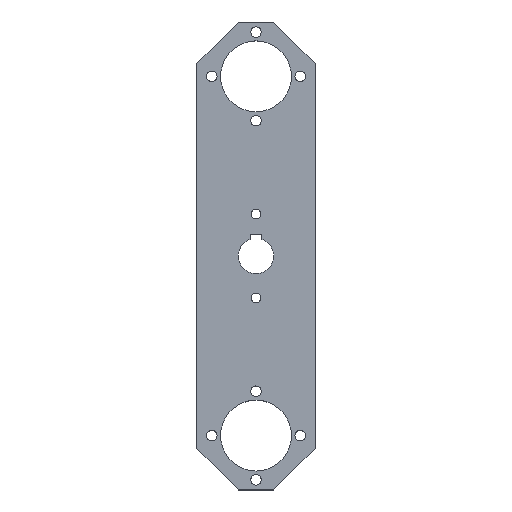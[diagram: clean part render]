
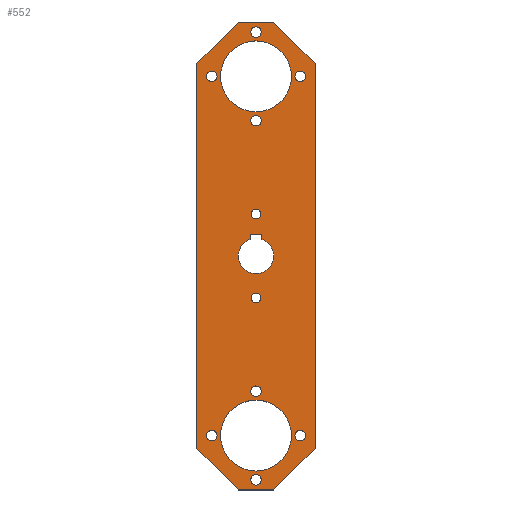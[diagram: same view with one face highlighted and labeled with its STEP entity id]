
A CAD part, top view. The second image highlights one B-rep face of the part: STEP entity #552.
In plain terms, the highlighted planar face has unit normal (0, 0, 1).
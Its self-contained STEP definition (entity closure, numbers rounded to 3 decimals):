
#41=FACE_BOUND('',#145,.T.);
#42=FACE_BOUND('',#146,.T.);
#43=FACE_BOUND('',#147,.T.);
#44=FACE_BOUND('',#148,.T.);
#45=FACE_BOUND('',#149,.T.);
#46=FACE_BOUND('',#150,.T.);
#47=FACE_BOUND('',#151,.T.);
#48=FACE_BOUND('',#152,.T.);
#49=FACE_BOUND('',#153,.T.);
#50=FACE_BOUND('',#154,.T.);
#51=FACE_BOUND('',#155,.T.);
#52=FACE_BOUND('',#156,.T.);
#53=FACE_BOUND('',#157,.T.);
#67=CIRCLE('',#588,4.);
#68=CIRCLE('',#590,4.);
#69=CIRCLE('',#592,4.5);
#70=CIRCLE('',#594,4.5);
#71=CIRCLE('',#596,4.5);
#72=CIRCLE('',#598,4.5);
#73=CIRCLE('',#600,4.5);
#74=CIRCLE('',#602,4.5);
#75=CIRCLE('',#604,4.5);
#76=CIRCLE('',#606,4.5);
#77=CIRCLE('',#608,30.);
#78=CIRCLE('',#610,30.);
#79=CIRCLE('',#612,15.);
#105=FACE_OUTER_BOUND('',#144,.T.);
#144=EDGE_LOOP('',(#490,#491,#492,#493,#494,#495,#496,#497));
#145=EDGE_LOOP('',(#498));
#146=EDGE_LOOP('',(#499));
#147=EDGE_LOOP('',(#500));
#148=EDGE_LOOP('',(#501));
#149=EDGE_LOOP('',(#502));
#150=EDGE_LOOP('',(#503));
#151=EDGE_LOOP('',(#504));
#152=EDGE_LOOP('',(#505));
#153=EDGE_LOOP('',(#506));
#154=EDGE_LOOP('',(#507));
#155=EDGE_LOOP('',(#508,#509,#510,#511));
#156=EDGE_LOOP('',(#512));
#157=EDGE_LOOP('',(#513));
#158=LINE('',#775,#204);
#164=LINE('',#786,#210);
#174=LINE('',#834,#220);
#177=LINE('',#839,#223);
#179=LINE('',#843,#225);
#181=LINE('',#847,#227);
#197=LINE('',#905,#243);
#199=LINE('',#909,#245);
#201=LINE('',#912,#247);
#202=LINE('',#914,#248);
#203=LINE('',#916,#249);
#204=VECTOR('',#623,10.);
#210=VECTOR('',#631,10.);
#220=VECTOR('',#671,10.);
#223=VECTOR('',#676,10.);
#225=VECTOR('',#680,10.);
#227=VECTOR('',#684,10.);
#243=VECTOR('',#754,10.);
#245=VECTOR('',#758,10.);
#247=VECTOR('',#762,10.);
#248=VECTOR('',#765,10.);
#249=VECTOR('',#768,10.);
#250=VERTEX_POINT('',#773);
#251=VERTEX_POINT('',#774);
#255=VERTEX_POINT('',#784);
#277=VERTEX_POINT('',#832);
#278=VERTEX_POINT('',#833);
#279=VERTEX_POINT('',#838);
#280=VERTEX_POINT('',#842);
#281=VERTEX_POINT('',#846);
#282=VERTEX_POINT('',#850);
#283=VERTEX_POINT('',#854);
#284=VERTEX_POINT('',#858);
#285=VERTEX_POINT('',#862);
#286=VERTEX_POINT('',#866);
#287=VERTEX_POINT('',#870);
#288=VERTEX_POINT('',#874);
#289=VERTEX_POINT('',#878);
#290=VERTEX_POINT('',#882);
#291=VERTEX_POINT('',#886);
#292=VERTEX_POINT('',#890);
#293=VERTEX_POINT('',#894);
#294=VERTEX_POINT('',#898);
#295=VERTEX_POINT('',#900);
#296=VERTEX_POINT('',#904);
#297=VERTEX_POINT('',#908);
#298=EDGE_CURVE('',#250,#251,#158,.T.);
#304=EDGE_CURVE('',#250,#255,#164,.T.);
#327=EDGE_CURVE('',#277,#278,#174,.T.);
#330=EDGE_CURVE('',#279,#278,#177,.T.);
#332=EDGE_CURVE('',#279,#280,#179,.T.);
#334=EDGE_CURVE('',#281,#255,#181,.T.);
#336=EDGE_CURVE('',#282,#282,#67,.T.);
#338=EDGE_CURVE('',#283,#283,#68,.T.);
#340=EDGE_CURVE('',#284,#284,#69,.T.);
#342=EDGE_CURVE('',#285,#285,#70,.T.);
#344=EDGE_CURVE('',#286,#286,#71,.T.);
#346=EDGE_CURVE('',#287,#287,#72,.T.);
#348=EDGE_CURVE('',#288,#288,#73,.T.);
#350=EDGE_CURVE('',#289,#289,#74,.T.);
#352=EDGE_CURVE('',#290,#290,#75,.T.);
#354=EDGE_CURVE('',#291,#291,#76,.T.);
#356=EDGE_CURVE('',#292,#292,#77,.T.);
#358=EDGE_CURVE('',#293,#293,#78,.T.);
#361=EDGE_CURVE('',#295,#294,#79,.T.);
#363=EDGE_CURVE('',#296,#295,#197,.T.);
#365=EDGE_CURVE('',#297,#296,#199,.T.);
#367=EDGE_CURVE('',#294,#297,#201,.T.);
#368=EDGE_CURVE('',#277,#251,#202,.T.);
#369=EDGE_CURVE('',#281,#280,#203,.T.);
#490=ORIENTED_EDGE('',*,*,#298,.F.);
#491=ORIENTED_EDGE('',*,*,#304,.T.);
#492=ORIENTED_EDGE('',*,*,#334,.F.);
#493=ORIENTED_EDGE('',*,*,#369,.T.);
#494=ORIENTED_EDGE('',*,*,#332,.F.);
#495=ORIENTED_EDGE('',*,*,#330,.T.);
#496=ORIENTED_EDGE('',*,*,#327,.F.);
#497=ORIENTED_EDGE('',*,*,#368,.T.);
#498=ORIENTED_EDGE('',*,*,#336,.T.);
#499=ORIENTED_EDGE('',*,*,#338,.T.);
#500=ORIENTED_EDGE('',*,*,#340,.T.);
#501=ORIENTED_EDGE('',*,*,#342,.T.);
#502=ORIENTED_EDGE('',*,*,#344,.T.);
#503=ORIENTED_EDGE('',*,*,#346,.T.);
#504=ORIENTED_EDGE('',*,*,#348,.T.);
#505=ORIENTED_EDGE('',*,*,#350,.T.);
#506=ORIENTED_EDGE('',*,*,#352,.T.);
#507=ORIENTED_EDGE('',*,*,#354,.T.);
#508=ORIENTED_EDGE('',*,*,#367,.T.);
#509=ORIENTED_EDGE('',*,*,#365,.T.);
#510=ORIENTED_EDGE('',*,*,#363,.T.);
#511=ORIENTED_EDGE('',*,*,#361,.T.);
#512=ORIENTED_EDGE('',*,*,#358,.T.);
#513=ORIENTED_EDGE('',*,*,#356,.T.);
#526=PLANE('',#618);
#552=ADVANCED_FACE('',(#105,#41,#42,#43,#44,#45,#46,#47,#48,#49,#50,#51,
#52,#53),#526,.T.);
#588=AXIS2_PLACEMENT_3D('',#851,#688,#689);
#590=AXIS2_PLACEMENT_3D('',#855,#693,#694);
#592=AXIS2_PLACEMENT_3D('',#859,#698,#699);
#594=AXIS2_PLACEMENT_3D('',#863,#703,#704);
#596=AXIS2_PLACEMENT_3D('',#867,#708,#709);
#598=AXIS2_PLACEMENT_3D('',#871,#713,#714);
#600=AXIS2_PLACEMENT_3D('',#875,#718,#719);
#602=AXIS2_PLACEMENT_3D('',#879,#723,#724);
#604=AXIS2_PLACEMENT_3D('',#883,#728,#729);
#606=AXIS2_PLACEMENT_3D('',#887,#733,#734);
#608=AXIS2_PLACEMENT_3D('',#891,#738,#739);
#610=AXIS2_PLACEMENT_3D('',#895,#743,#744);
#612=AXIS2_PLACEMENT_3D('',#901,#749,#750);
#618=AXIS2_PLACEMENT_3D('',#917,#769,#770);
#623=DIRECTION('',(0.707,-0.707,0.));
#631=DIRECTION('',(-1.,0.,0.));
#671=DIRECTION('',(-0.707,-0.707,0.));
#676=DIRECTION('',(1.,0.,0.));
#680=DIRECTION('',(-0.707,0.707,0.));
#684=DIRECTION('',(0.707,0.707,0.));
#688=DIRECTION('center_axis',(0.,0.,-1.));
#689=DIRECTION('ref_axis',(1.,0.,0.));
#693=DIRECTION('center_axis',(0.,0.,-1.));
#694=DIRECTION('ref_axis',(1.,0.,0.));
#698=DIRECTION('center_axis',(0.,0.,-1.));
#699=DIRECTION('ref_axis',(1.,0.,0.));
#703=DIRECTION('center_axis',(0.,0.,-1.));
#704=DIRECTION('ref_axis',(1.,0.,0.));
#708=DIRECTION('center_axis',(0.,0.,-1.));
#709=DIRECTION('ref_axis',(1.,0.,0.));
#713=DIRECTION('center_axis',(0.,0.,-1.));
#714=DIRECTION('ref_axis',(1.,0.,0.));
#718=DIRECTION('center_axis',(0.,0.,-1.));
#719=DIRECTION('ref_axis',(1.,0.,0.));
#723=DIRECTION('center_axis',(0.,0.,-1.));
#724=DIRECTION('ref_axis',(1.,0.,0.));
#728=DIRECTION('center_axis',(0.,0.,-1.));
#729=DIRECTION('ref_axis',(1.,0.,0.));
#733=DIRECTION('center_axis',(0.,0.,-1.));
#734=DIRECTION('ref_axis',(1.,0.,0.));
#738=DIRECTION('center_axis',(0.,0.,-1.));
#739=DIRECTION('ref_axis',(0.,-1.,0.));
#743=DIRECTION('center_axis',(0.,0.,-1.));
#744=DIRECTION('ref_axis',(0.,-1.,0.));
#749=DIRECTION('center_axis',(0.,0.,-1.));
#750=DIRECTION('ref_axis',(-1.,0.,0.));
#754=DIRECTION('',(0.,-1.,0.));
#758=DIRECTION('',(1.,0.,0.));
#762=DIRECTION('',(0.,1.,0.));
#765=DIRECTION('',(0.,1.,0.));
#768=DIRECTION('',(0.,-1.,0.));
#769=DIRECTION('center_axis',(0.,0.,1.));
#770=DIRECTION('ref_axis',(-1.,0.,0.));
#773=CARTESIAN_POINT('',(15.,198.,161.5));
#774=CARTESIAN_POINT('',(50.,163.,161.5));
#775=CARTESIAN_POINT('',(69.5,143.5,161.5));
#784=CARTESIAN_POINT('',(-15.,198.,161.5));
#786=CARTESIAN_POINT('',(-50.,198.,161.5));
#832=CARTESIAN_POINT('',(50.,-163.,161.5));
#833=CARTESIAN_POINT('',(15.,-198.,161.5));
#834=CARTESIAN_POINT('',(69.5,-143.5,161.5));
#838=CARTESIAN_POINT('',(-15.,-198.,161.5));
#839=CARTESIAN_POINT('',(50.,-198.,161.5));
#842=CARTESIAN_POINT('',(-50.,-163.,161.5));
#843=CARTESIAN_POINT('',(-69.5,-143.5,161.5));
#846=CARTESIAN_POINT('',(-50.,163.,161.5));
#847=CARTESIAN_POINT('',(-69.5,143.5,161.5));
#850=CARTESIAN_POINT('',(-4.,35.5,161.5));
#851=CARTESIAN_POINT('Origin',(0.,35.5,161.5));
#854=CARTESIAN_POINT('',(-4.,-35.5,161.5));
#855=CARTESIAN_POINT('Origin',(0.,-35.5,161.5));
#858=CARTESIAN_POINT('',(33.,152.,161.5));
#859=CARTESIAN_POINT('Origin',(37.5,152.,161.5));
#862=CARTESIAN_POINT('',(-4.5,114.5,161.5));
#863=CARTESIAN_POINT('Origin',(0.,114.5,161.5));
#866=CARTESIAN_POINT('',(-4.5,-189.5,161.5));
#867=CARTESIAN_POINT('Origin',(0.,-189.5,161.5));
#870=CARTESIAN_POINT('',(-42.,-152.,161.5));
#871=CARTESIAN_POINT('Origin',(-37.5,-152.,161.5));
#874=CARTESIAN_POINT('',(-4.5,-114.5,161.5));
#875=CARTESIAN_POINT('Origin',(0.,-114.5,161.5));
#878=CARTESIAN_POINT('',(33.,-152.,161.5));
#879=CARTESIAN_POINT('Origin',(37.5,-152.,161.5));
#882=CARTESIAN_POINT('',(-42.,152.,161.5));
#883=CARTESIAN_POINT('Origin',(-37.5,152.,161.5));
#886=CARTESIAN_POINT('',(-4.5,189.5,161.5));
#887=CARTESIAN_POINT('Origin',(0.,189.5,161.5));
#890=CARTESIAN_POINT('',(0.,-122.,161.5));
#891=CARTESIAN_POINT('Origin',(0.,-152.,161.5));
#894=CARTESIAN_POINT('',(0.,182.,161.5));
#895=CARTESIAN_POINT('Origin',(0.,152.,161.5));
#898=CARTESIAN_POINT('',(-5.,14.142,161.5));
#900=CARTESIAN_POINT('',(5.,14.142,161.5));
#901=CARTESIAN_POINT('Origin',(0.,0.,
161.5));
#904=CARTESIAN_POINT('',(5.,18.5,161.5));
#905=CARTESIAN_POINT('',(5.,10.5,161.5));
#908=CARTESIAN_POINT('',(-5.,18.5,161.5));
#909=CARTESIAN_POINT('',(5.,18.5,161.5));
#912=CARTESIAN_POINT('',(-5.,18.5,161.5));
#914=CARTESIAN_POINT('',(50.,198.,161.5));
#916=CARTESIAN_POINT('',(-50.,-198.,161.5));
#917=CARTESIAN_POINT('Origin',(0.,0.,161.5));
